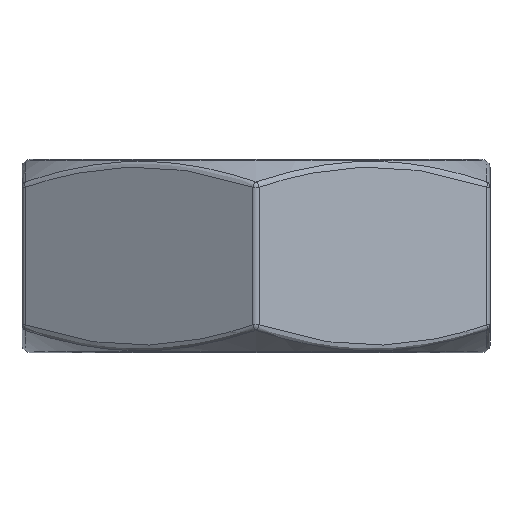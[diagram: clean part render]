
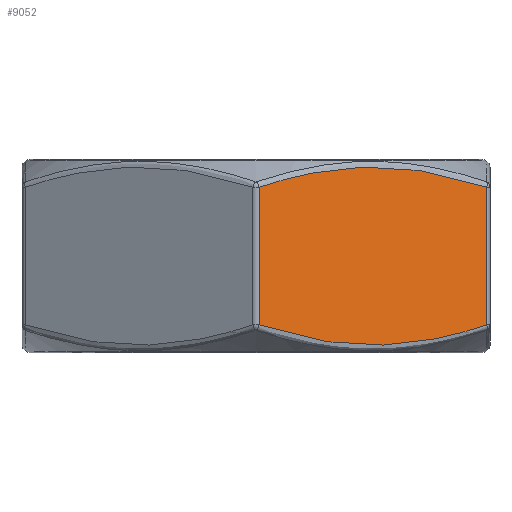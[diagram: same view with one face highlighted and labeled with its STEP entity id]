
A CAD part, front view. The second image highlights one B-rep face of the part: STEP entity #9052.
In plain terms, the highlighted planar face has unit normal (0.5, -0.866, 0).
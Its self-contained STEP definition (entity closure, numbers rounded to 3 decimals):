
#188 = VERTEX_POINT ( 'NONE', #10153 ) ;
#364 = FACE_OUTER_BOUND ( 'NONE', #4547, .T. ) ;
#492 = CARTESIAN_POINT ( 'NONE',  ( 53.75, -31.899, 6.466 ) ) ;
#656 = CARTESIAN_POINT ( 'NONE',  ( 45.065, -36.913, 3.835 ) ) ;
#1685 = CARTESIAN_POINT ( 'NONE',  ( 5.082, -59.997, 5.022 ) ) ;
#1710 = CARTESIAN_POINT ( 'NONE',  ( 18.254, -52.392, 42.72 ) ) ;
#1860 = CARTESIAN_POINT ( 'NONE',  ( 21.665, -50.423, 1.949 ) ) ;
#1936 = CARTESIAN_POINT ( 'NONE',  ( 25.043, -48.473, 1.758 ) ) ;
#3130 = CARTESIAN_POINT ( 'NONE',  ( 9.451, -57.475, 3.83 ) ) ;
#3569 = CARTESIAN_POINT ( 'NONE',  ( 45.049, -36.922, 41.17 ) ) ;
#3597 = VECTOR ( 'NONE', #4363, 1000. ) ;
#3650 = CARTESIAN_POINT ( 'NONE',  ( 32.835, -43.974, 43.051 ) ) ;
#3665 = ORIENTED_EDGE ( 'NONE', *, *, #5151, .T. ) ;
#3812 = B_SPLINE_CURVE_WITH_KNOTS ( 'NONE', 3,
 ( #15863, #9889, #3569, #10942, #8455, #3650, #4190, #10359, #13845, #8845, #6685, #1710, #13766, #9076, #15118, #13992 ),
 .UNSPECIFIED., .F., .F.,
 ( 4, 2, 2, 2, 2, 2, 2, 4 ),
 ( 0., 0.016, 0.023, 0.027, 0.031, 0.039, 0.047, 0.062 ),
 .UNSPECIFIED. ) ;
#4190 = CARTESIAN_POINT ( 'NONE',  ( 31.711, -44.623, 43.133 ) ) ;
#4363 = DIRECTION ( 'NONE',  ( 0., 0., -1. ) ) ;
#4417 = CARTESIAN_POINT ( 'NONE',  ( 0.75, -62.498, 6.466 ) ) ;
#4547 = EDGE_LOOP ( 'NONE', ( #8879, #3665, #13227, #9324 ) ) ;
#5151 = EDGE_CURVE ( 'NONE', #14276, #14076, #7204, .T. ) ;
#5263 = PLANE ( 'NONE',  #8888 ) ;
#5546 = CARTESIAN_POINT ( 'NONE',  ( 49.423, -34.397, 5.024 ) ) ;
#5867 = DIRECTION ( 'NONE',  ( 0., 0., 1. ) ) ;
#5978 = LINE ( 'NONE', #10534, #3597 ) ;
#6660 = CARTESIAN_POINT ( 'NONE',  ( 36.246, -42.005, 2.28 ) ) ;
#6685 = CARTESIAN_POINT ( 'NONE',  ( 22.707, -49.822, 43.153 ) ) ;
#6737 = CARTESIAN_POINT ( 'NONE',  ( 22.789, -49.774, 1.867 ) ) ;
#6751 = CARTESIAN_POINT ( 'NONE',  ( 53.75, -31.899, 0. ) ) ;
#7160 = CARTESIAN_POINT ( 'NONE',  ( 0., -62.931, 0. ) ) ;
#7204 = B_SPLINE_CURVE_WITH_KNOTS ( 'NONE', 3,
 ( #4417, #1685, #3130, #11481, #8009, #1860, #6737, #1936, #12766, #9292, #14222, #6660, #9054, #656, #5546, #492 ),
 .UNSPECIFIED., .F., .F.,
 ( 4, 2, 2, 2, 2, 2, 2, 4 ),
 ( 0., 0.016, 0.023, 0.027, 0.031, 0.039, 0.047, 0.062 ),
 .UNSPECIFIED. ) ;
#7404 = EDGE_CURVE ( 'NONE', #188, #14276, #5978, .T. ) ;
#7453 = CARTESIAN_POINT ( 'NONE',  ( 53.75, -31.899, 6.466 ) ) ;
#8009 = CARTESIAN_POINT ( 'NONE',  ( 18.307, -52.362, 2.272 ) ) ;
#8455 = CARTESIAN_POINT ( 'NONE',  ( 36.193, -42.035, 42.728 ) ) ;
#8845 = CARTESIAN_POINT ( 'NONE',  ( 24.946, -48.529, 43.266 ) ) ;
#8879 = ORIENTED_EDGE ( 'NONE', *, *, #7404, .T. ) ;
#8888 = AXIS2_PLACEMENT_3D ( 'NONE', #7160, #13279, #15760 ) ;
#9052 = ADVANCED_FACE ( 'NONE', ( #364 ), #5263, .T. ) ;
#9054 = CARTESIAN_POINT ( 'NONE',  ( 38.459, -40.727, 2.6 ) ) ;
#9076 = CARTESIAN_POINT ( 'NONE',  ( 9.435, -57.484, 41.165 ) ) ;
#9292 = CARTESIAN_POINT ( 'NONE',  ( 29.554, -45.868, 1.734 ) ) ;
#9324 = ORIENTED_EDGE ( 'NONE', *, *, #15165, .T. ) ;
#9552 = CARTESIAN_POINT ( 'NONE',  ( 53.75, -31.899, 38.534 ) ) ;
#9889 = CARTESIAN_POINT ( 'NONE',  ( 49.418, -34.4, 39.978 ) ) ;
#10153 = CARTESIAN_POINT ( 'NONE',  ( 0.75, -62.498, 38.534 ) ) ;
#10359 = CARTESIAN_POINT ( 'NONE',  ( 29.457, -45.924, 43.242 ) ) ;
#10534 = CARTESIAN_POINT ( 'NONE',  ( 0.75, -62.498, 0. ) ) ;
#10942 = CARTESIAN_POINT ( 'NONE',  ( 38.417, -40.751, 42.407 ) ) ;
#11481 = CARTESIAN_POINT ( 'NONE',  ( 16.083, -53.646, 2.593 ) ) ;
#12134 = EDGE_CURVE ( 'NONE', #14076, #14671, #12876, .T. ) ;
#12766 = CARTESIAN_POINT ( 'NONE',  ( 26.175, -47.819, 1.731 ) ) ;
#12876 = LINE ( 'NONE', #6751, #13251 ) ;
#13220 = CARTESIAN_POINT ( 'NONE',  ( 0.75, -62.498, 6.466 ) ) ;
#13227 = ORIENTED_EDGE ( 'NONE', *, *, #12134, .T. ) ;
#13251 = VECTOR ( 'NONE', #5867, 1000. ) ;
#13279 = DIRECTION ( 'NONE',  ( 0.5, -0.866, 0. ) ) ;
#13766 = CARTESIAN_POINT ( 'NONE',  ( 16.041, -53.67, 42.4 ) ) ;
#13845 = CARTESIAN_POINT ( 'NONE',  ( 28.325, -46.578, 43.269 ) ) ;
#13992 = CARTESIAN_POINT ( 'NONE',  ( 0.75, -62.498, 38.534 ) ) ;
#14076 = VERTEX_POINT ( 'NONE', #7453 ) ;
#14222 = CARTESIAN_POINT ( 'NONE',  ( 31.793, -44.575, 1.847 ) ) ;
#14276 = VERTEX_POINT ( 'NONE', #13220 ) ;
#14671 = VERTEX_POINT ( 'NONE', #9552 ) ;
#15118 = CARTESIAN_POINT ( 'NONE',  ( 5.077, -60., 39.976 ) ) ;
#15165 = EDGE_CURVE ( 'NONE', #14671, #188, #3812, .T. ) ;
#15760 = DIRECTION ( 'NONE',  ( 0.866, 0.5, 0. ) ) ;
#15863 = CARTESIAN_POINT ( 'NONE',  ( 53.75, -31.899, 38.534 ) ) ;
